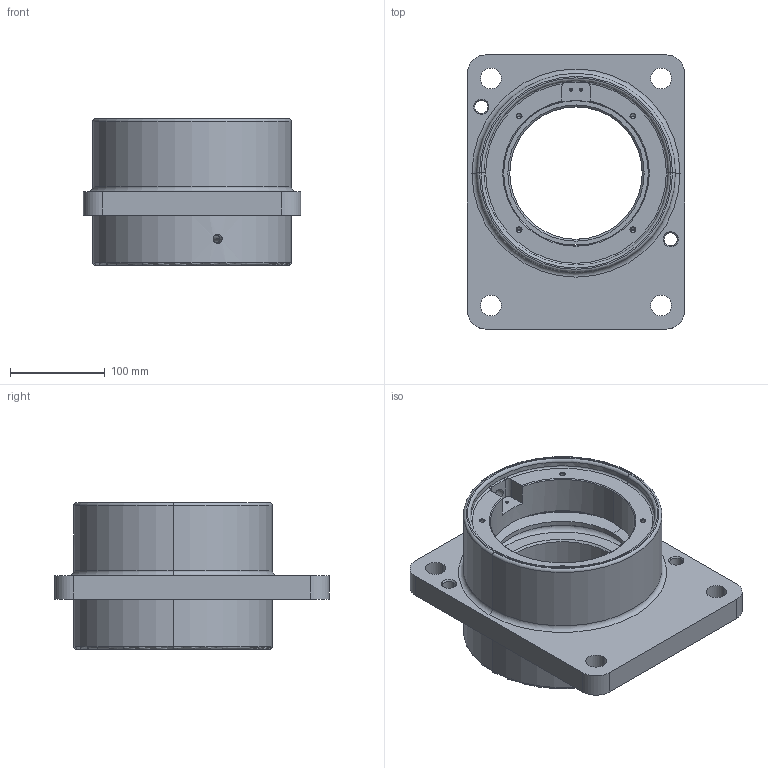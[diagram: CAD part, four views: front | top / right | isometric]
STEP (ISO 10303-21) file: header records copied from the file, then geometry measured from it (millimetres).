
FILE_DESCRIPTION (( 'STEP AP214' ), '1' );
FILE_NAME ('372CC4S02_曲軸合銅座.STEP', '2023-11-02T08:52:03', ( '' ), ( '' ), 'SwSTEP 2.0', 'SolidWorks 2020', '' );
FILE_SCHEMA (( 'AUTOMOTIVE_DESIGN' ));
Length unit declared in the file: millimetre
Products named in the file (1): 372CC4S02_曲軸合銅座
Bounding box: 230 x 290 x 155 mm (x, y, z)
Volume: 3085012 mm3; surface area: 320908.2 mm2
Topology: 1 solids, 1 shells, 206 faces, 489 edges, 283 vertices
Faces by surface type: cylinder 82, torus 46, cone 43, plane 25, sphere 7, bspline 3
Entity records: 6665 total; most frequent: CARTESIAN_POINT 1655, DIRECTION 1086, ORIENTED_EDGE 950, EDGE_CURVE 475, AXIS2_PLACEMENT_3D 466, VERTEX_POINT 283, CIRCLE 262, EDGE_LOOP 238
